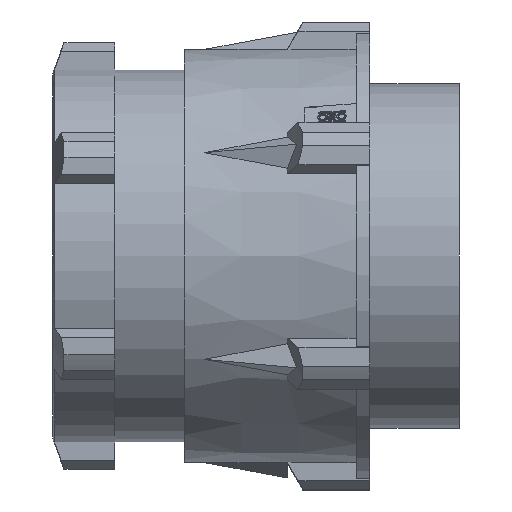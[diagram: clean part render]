
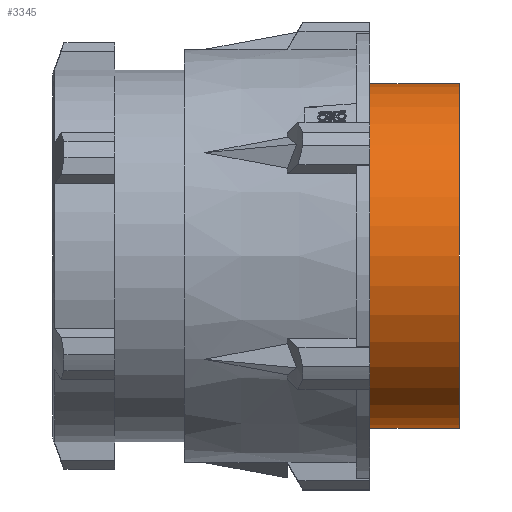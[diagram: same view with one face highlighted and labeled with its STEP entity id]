
A CAD part, left-side view. The second image highlights one B-rep face of the part: STEP entity #3345.
In plain terms, the highlighted cylindrical face has radius 25 mm (diameter 50 mm), a partial arc.
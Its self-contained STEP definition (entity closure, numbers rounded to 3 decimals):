
#11=DIRECTION('',(0.,-1.,0.));
#12=VECTOR('',#11,13.);
#13=CARTESIAN_POINT('',(0.,13.,25.));
#14=LINE('',#13,#12);
#15=CARTESIAN_POINT('',(0.,0.,0.));
#16=DIRECTION('',(0.,-1.,0.));
#17=DIRECTION('',(0.,0.,1.));
#18=AXIS2_PLACEMENT_3D('',#15,#16,#17);
#20=DIRECTION('',(0.,1.,0.));
#21=VECTOR('',#20,13.);
#22=CARTESIAN_POINT('',(0.,0.,-25.));
#23=LINE('',#22,#21);
#24=CARTESIAN_POINT('',(0.,13.,0.));
#25=DIRECTION('',(0.,1.,0.));
#26=DIRECTION('',(0.,0.,-1.));
#27=AXIS2_PLACEMENT_3D('',#24,#25,#26);
#3304=CARTESIAN_POINT('',(0.,13.,-25.));
#3305=CARTESIAN_POINT('',(0.,13.,25.));
#3306=VERTEX_POINT('',#3304);
#3307=VERTEX_POINT('',#3305);
#3312=CARTESIAN_POINT('',(0.,0.,-25.));
#3313=CARTESIAN_POINT('',(0.,0.,25.));
#3314=VERTEX_POINT('',#3312);
#3315=VERTEX_POINT('',#3313);
#3332=CARTESIAN_POINT('',(0.,0.,0.));
#3333=DIRECTION('',(0.,-1.,0.));
#3334=DIRECTION('',(0.,0.,-1.));
#3335=AXIS2_PLACEMENT_3D('',#3332,#3333,#3334);
#3336=CYLINDRICAL_SURFACE('',#3335,25.);
#3337=ORIENTED_EDGE('',*,*,#3325,.T.);
#3339=ORIENTED_EDGE('',*,*,#3338,.T.);
#3340=ORIENTED_EDGE('',*,*,#3321,.T.);
#3342=ORIENTED_EDGE('',*,*,#3341,.T.);
#3343=EDGE_LOOP('',(#3337,#3339,#3340,#3342));
#3344=FACE_OUTER_BOUND('',#3343,.F.);
#3345=ADVANCED_FACE('',(#3344),#3336,.T.);
#19=CIRCLE('',#18,25.);
#28=CIRCLE('',#27,25.);
#3321=EDGE_CURVE('',#3314,#3306,#23,.T.);
#3325=EDGE_CURVE('',#3307,#3315,#14,.T.);
#3338=EDGE_CURVE('',#3315,#3314,#19,.T.);
#3341=EDGE_CURVE('',#3306,#3307,#28,.T.);
